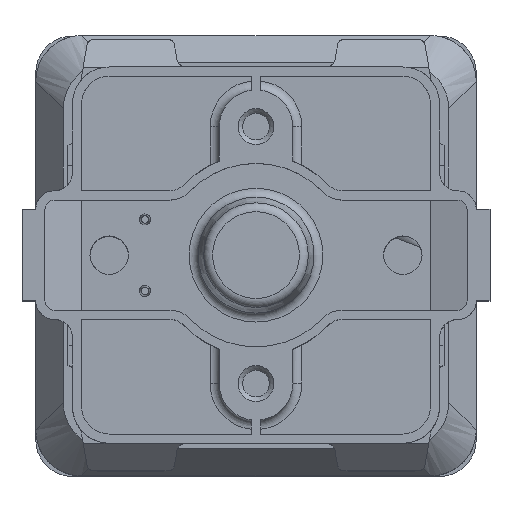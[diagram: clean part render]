
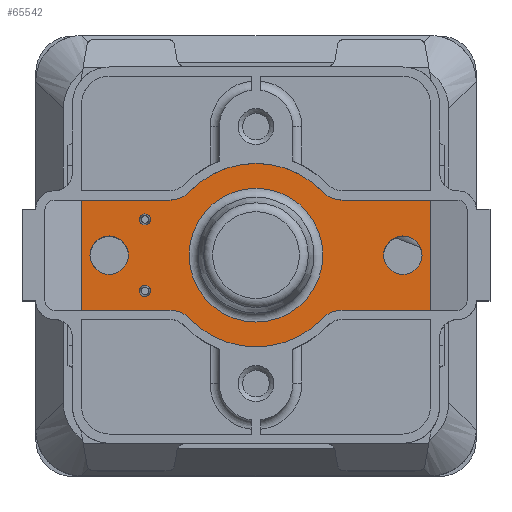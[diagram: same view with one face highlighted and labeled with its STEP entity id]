
A CAD part, top view. The second image highlights one B-rep face of the part: STEP entity #65542.
In plain terms, the highlighted planar face has unit normal (0, 0, 1).
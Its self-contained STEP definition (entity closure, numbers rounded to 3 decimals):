
#2661=CIRCLE('',#68395,0.6);
#2662=CIRCLE('',#68397,0.6);
#2663=CIRCLE('',#68405,7.286);
#2719=CIRCLE('',#68687,3.);
#2721=CIRCLE('',#68690,10.);
#2723=CIRCLE('',#68693,3.);
#2727=CIRCLE('',#68703,3.);
#2729=CIRCLE('',#68706,10.);
#2731=CIRCLE('',#68709,3.);
#2839=CIRCLE('',#69274,2.1);
#2840=CIRCLE('',#69275,2.1);
#15290=ORIENTED_EDGE('',*,*,#22393,.F.);
#15291=ORIENTED_EDGE('',*,*,#24095,.F.);
#15292=ORIENTED_EDGE('',*,*,#24096,.F.);
#15293=ORIENTED_EDGE('',*,*,#22975,.F.);
#15294=ORIENTED_EDGE('',*,*,#22980,.T.);
#15295=ORIENTED_EDGE('',*,*,#22390,.T.);
#15296=ORIENTED_EDGE('',*,*,#22947,.F.);
#15297=ORIENTED_EDGE('',*,*,#22949,.F.);
#15298=ORIENTED_EDGE('',*,*,#22952,.T.);
#15299=ORIENTED_EDGE('',*,*,#22955,.F.);
#15300=ORIENTED_EDGE('',*,*,#22959,.F.);
#15301=ORIENTED_EDGE('',*,*,#22384,.T.);
#15302=ORIENTED_EDGE('',*,*,#22968,.T.);
#15303=ORIENTED_EDGE('',*,*,#22969,.F.);
#15304=ORIENTED_EDGE('',*,*,#22972,.T.);
#15305=ORIENTED_EDGE('',*,*,#22380,.F.);
#15306=ORIENTED_EDGE('',*,*,#22379,.F.);
#22379=EDGE_CURVE('',#28493,#28493,#2661,.T.);
#22380=EDGE_CURVE('',#28494,#28494,#2662,.T.);
#22384=EDGE_CURVE('',#28499,#28498,#32978,.T.);
#22390=EDGE_CURVE('',#28505,#28504,#32982,.T.);
#22393=EDGE_CURVE('',#28507,#28507,#2663,.T.);
#22947=EDGE_CURVE('',#28821,#28504,#33466,.T.);
#22949=EDGE_CURVE('',#28822,#28821,#2719,.T.);
#22952=EDGE_CURVE('',#28822,#28824,#2721,.T.);
#22955=EDGE_CURVE('',#28826,#28824,#2723,.T.);
#22959=EDGE_CURVE('',#28499,#28826,#33472,.T.);
#22968=EDGE_CURVE('',#28498,#28833,#33479,.T.);
#22969=EDGE_CURVE('',#28834,#28833,#2727,.T.);
#22972=EDGE_CURVE('',#28834,#28836,#2729,.T.);
#22975=EDGE_CURVE('',#28838,#28836,#2731,.T.);
#22980=EDGE_CURVE('',#28838,#28505,#33485,.T.);
#24095=EDGE_CURVE('',#29403,#29403,#2839,.T.);
#24096=EDGE_CURVE('',#29404,#29404,#2840,.T.);
#28493=VERTEX_POINT('',#120826);
#28494=VERTEX_POINT('',#120829);
#28498=VERTEX_POINT('',#120837);
#28499=VERTEX_POINT('',#120839);
#28504=VERTEX_POINT('',#120850);
#28505=VERTEX_POINT('',#120852);
#28507=VERTEX_POINT('',#120858);
#28821=VERTEX_POINT('',#121958);
#28822=VERTEX_POINT('',#121962);
#28824=VERTEX_POINT('',#121968);
#28826=VERTEX_POINT('',#121974);
#28833=VERTEX_POINT('',#121999);
#28834=VERTEX_POINT('',#122003);
#28836=VERTEX_POINT('',#122009);
#28838=VERTEX_POINT('',#122015);
#29403=VERTEX_POINT('',#124143);
#29404=VERTEX_POINT('',#124145);
#32978=LINE('',#120838,#38013);
#32982=LINE('',#120851,#38017);
#33466=LINE('',#121959,#38501);
#33472=LINE('',#121982,#38507);
#33479=LINE('',#122000,#38514);
#33485=LINE('',#122023,#38520);
#38013=VECTOR('',#77519,1000.);
#38017=VECTOR('',#77529,1000.);
#38501=VECTOR('',#78579,1000.);
#38507=VECTOR('',#78605,1000.);
#38514=VECTOR('',#78624,1000.);
#38520=VECTOR('',#78650,1000.);
#42560=EDGE_LOOP('',(#15290));
#42561=EDGE_LOOP('',(#15291));
#42562=EDGE_LOOP('',(#15292));
#42563=EDGE_LOOP('',(#15293,#15294,#15295,#15296,#15297,#15298,#15299,#15300,
#15301,#15302,#15303,#15304));
#42564=EDGE_LOOP('',(#15305));
#42565=EDGE_LOOP('',(#15306));
#45441=FACE_BOUND('',#42560,.T.);
#45442=FACE_BOUND('',#42561,.T.);
#45443=FACE_BOUND('',#42562,.T.);
#45444=FACE_BOUND('',#42563,.T.);
#45445=FACE_BOUND('',#42564,.T.);
#45446=FACE_BOUND('',#42565,.T.);
#47442=PLANE('',#69273);
#65542=ADVANCED_FACE('',(#45441,#45442,#45443,#45444,#45445,#45446),#47442,
 .T.);
#68395=AXIS2_PLACEMENT_3D('',#120825,#77507,#77508);
#68397=AXIS2_PLACEMENT_3D('',#120828,#77511,#77512);
#68405=AXIS2_PLACEMENT_3D('',#120857,#77535,#77536);
#68687=AXIS2_PLACEMENT_3D('',#121964,#78583,#78584);
#68690=AXIS2_PLACEMENT_3D('',#121970,#78590,#78591);
#68693=AXIS2_PLACEMENT_3D('',#121976,#78597,#78598);
#68703=AXIS2_PLACEMENT_3D('',#122002,#78627,#78628);
#68706=AXIS2_PLACEMENT_3D('',#122008,#78634,#78635);
#68709=AXIS2_PLACEMENT_3D('',#122014,#78641,#78642);
#69273=AXIS2_PLACEMENT_3D('',#124141,#80767,#80768);
#69274=AXIS2_PLACEMENT_3D('',#124142,#80769,#80770);
#69275=AXIS2_PLACEMENT_3D('',#124144,#80771,#80772);
#77507=DIRECTION('',(0.,0.,1.));
#77508=DIRECTION('',(1.,0.,0.));
#77511=DIRECTION('',(0.,0.,1.));
#77512=DIRECTION('',(1.,0.,0.));
#77519=DIRECTION('',(0.,1.,0.));
#77529=DIRECTION('',(0.,-1.,0.));
#77535=DIRECTION('',(0.,0.,1.));
#77536=DIRECTION('',(1.,0.,0.));
#78579=DIRECTION('',(-1.,0.,0.));
#78583=DIRECTION('',(0.,0.,1.));
#78584=DIRECTION('',(1.,0.,0.));
#78590=DIRECTION('',(0.,0.,1.));
#78591=DIRECTION('',(1.,0.,0.));
#78597=DIRECTION('',(0.,0.,1.));
#78598=DIRECTION('',(1.,0.,0.));
#78605=DIRECTION('',(-1.,0.,0.));
#78624=DIRECTION('',(-1.,0.,0.));
#78627=DIRECTION('',(0.,0.,1.));
#78628=DIRECTION('',(1.,0.,0.));
#78634=DIRECTION('',(0.,0.,1.));
#78635=DIRECTION('',(1.,0.,0.));
#78641=DIRECTION('',(0.,0.,1.));
#78642=DIRECTION('',(1.,0.,0.));
#78650=DIRECTION('',(-1.,0.,0.));
#80767=DIRECTION('',(0.,0.,1.));
#80768=DIRECTION('',(1.,0.,0.));
#80769=DIRECTION('',(0.,0.,1.));
#80770=DIRECTION('',(1.,0.,0.));
#80771=DIRECTION('',(0.,0.,1.));
#80772=DIRECTION('',(1.,0.,0.));
#120825=CARTESIAN_POINT('',(-12.111,-3.889,2.));
#120826=CARTESIAN_POINT('',(-11.511,-3.889,2.));
#120828=CARTESIAN_POINT('',(-12.111,3.889,2.));
#120829=CARTESIAN_POINT('',(-11.511,3.889,2.));
#120837=CARTESIAN_POINT('',(19.,6.,2.));
#120838=CARTESIAN_POINT('',(19.,-16.5,2.));
#120839=CARTESIAN_POINT('',(19.,-6.,2.));
#120850=CARTESIAN_POINT('',(-19.,-6.,2.));
#120851=CARTESIAN_POINT('',(-19.,12.323,2.));
#120852=CARTESIAN_POINT('',(-19.,6.,2.));
#120857=CARTESIAN_POINT('',(0.,0.,2.));
#120858=CARTESIAN_POINT('',(7.286,0.,2.));
#121958=CARTESIAN_POINT('',(-9.381,-6.,2.));
#121959=CARTESIAN_POINT('',(-16.,-6.,2.));
#121962=CARTESIAN_POINT('',(-7.216,-6.923,2.));
#121964=CARTESIAN_POINT('',(-9.381,-9.,2.));
#121968=CARTESIAN_POINT('',(7.216,-6.923,2.));
#121970=CARTESIAN_POINT('',(0.,0.,2.));
#121974=CARTESIAN_POINT('',(9.381,-6.,2.));
#121976=CARTESIAN_POINT('',(9.381,-9.,2.));
#121982=CARTESIAN_POINT('',(-16.,-6.,2.));
#121999=CARTESIAN_POINT('',(9.381,6.,2.));
#122000=CARTESIAN_POINT('',(-16.,6.,2.));
#122002=CARTESIAN_POINT('',(9.381,9.,2.));
#122003=CARTESIAN_POINT('',(7.216,6.923,2.));
#122008=CARTESIAN_POINT('',(0.,0.,2.));
#122009=CARTESIAN_POINT('',(-7.216,6.923,2.));
#122014=CARTESIAN_POINT('',(-9.381,9.,2.));
#122015=CARTESIAN_POINT('',(-9.381,6.,2.));
#122023=CARTESIAN_POINT('',(-16.,6.,2.));
#124141=CARTESIAN_POINT('',(-16.,-16.5,2.));
#124142=CARTESIAN_POINT('',(16.,0.,2.));
#124143=CARTESIAN_POINT('',(18.1,0.,2.));
#124144=CARTESIAN_POINT('',(-16.,0.,2.));
#124145=CARTESIAN_POINT('',(-13.9,0.,2.));
